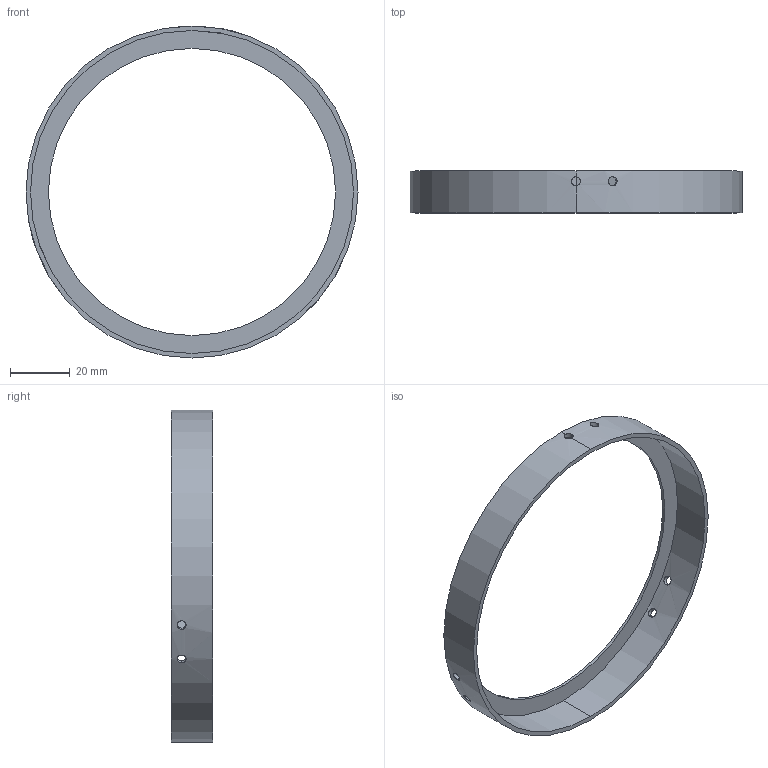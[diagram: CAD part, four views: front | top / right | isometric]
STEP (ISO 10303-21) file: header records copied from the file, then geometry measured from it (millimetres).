
FILE_DESCRIPTION (( 'STEP AP203' ), '1' );
FILE_NAME ('skafander kruzok 4.STEP', '2016-02-25T10:42:23', ( '' ), ( '' ), 'SwSTEP 2.0', 'SolidWorks 2013', '' );
FILE_SCHEMA (( 'CONFIG_CONTROL_DESIGN' ));
Length unit declared in the file: millimetre
Products named in the file (1): skafander kruzok 4
Bounding box: 111 x 14 x 111 mm (x, y, z)
Volume: 9080.5 mm3; surface area: 14471 mm2
Topology: 1 solids, 1 shells, 21 faces, 60 edges, 40 vertices
Faces by surface type: cylinder 18, plane 3
Entity records: 1339 total; most frequent: CARTESIAN_POINT 726, ORIENTED_EDGE 120, DIRECTION 88, EDGE_CURVE 60, VERTEX_POINT 40, EDGE_LOOP 34, AXIS2_PLACEMENT_3D 34, B_SPLINE_CURVE_WITH_KNOTS 28
